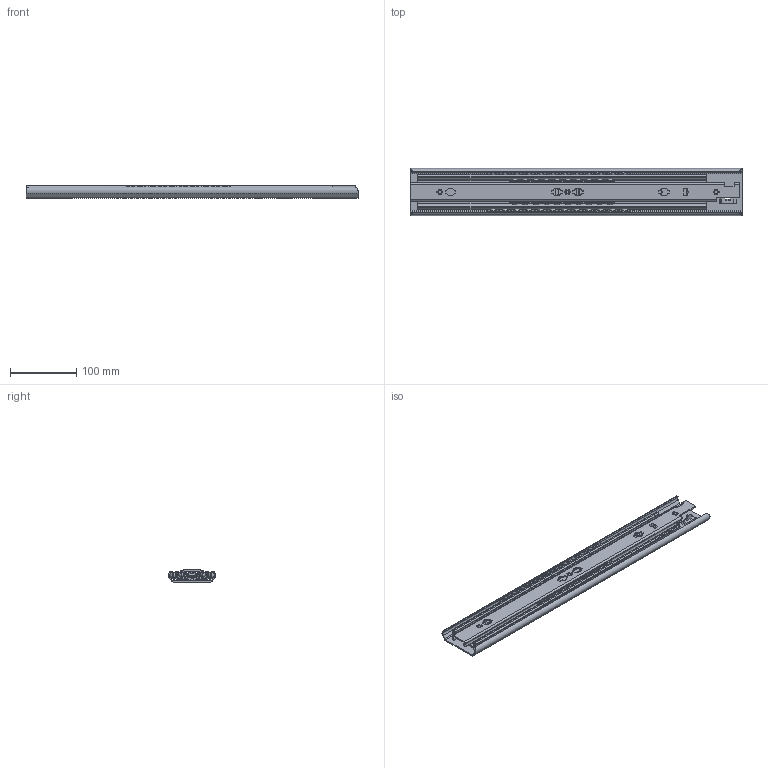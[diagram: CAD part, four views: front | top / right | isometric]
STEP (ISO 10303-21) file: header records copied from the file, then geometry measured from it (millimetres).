
FILE_DESCRIPTION(/* description */ ('TITAN-F- 500/500mm (18.5) Zinc-Magnesium'),/* implementation_level */ '2;1');
FILE_NAME(/* name */ 'M01-AB8_00_closed.stp',/* time_stamp */ '2025-09-08T14:45:58+02:00',/* author */ ('l.hoffmann'),/* organization */ (''),/* preprocessor_version */ 'ST-DEVELOPER v20',/* originating_system */ 'Autodesk Inventor 2022',/* authorisation */ '');
FILE_SCHEMA (('AUTOMOTIVE_DESIGN { 1 0 10303 214 3 1 1 }'));
Length unit declared in the file: millimetre
Products named in the file (14): M01-F72; 511-M01-F72-TM1; 511-M01-F72-TM1_1; E000177469; E000177466; E000177465; 512-M01-F72-TM2; 512-M01-F72-TM2_1; E000177478; E000177456; E000177476; E000177475; 514-M01-F72-TM3; 514-M01-F72-TM3_1
Assembly tree (34 placements, depth 3):
  M01-F72
    511-M01-F72-TM1
      511-M01-F72-TM1_1
    E000177469
      E000177456
      E000177466
      E000177465  x12
    512-M01-F72-TM2
      512-M01-F72-TM2_1
    E000177478
      E000177456
      E000177476
      E000177475  x10
    514-M01-F72-TM3
      514-M01-F72-TM3_1
Bounding box: 500 x 70.9 x 18.4 mm (x, y, z)
Volume: 234585.2 mm3; surface area: 279931.2 mm2
Topology: 49 solids, 49 shells, 1318 faces, 3946 edges, 2623 vertices
Faces by surface type: plane 641, cylinder 591, sphere 44, cone 42
Full cylindrical faces by diameter (mm): 7.9 x20, 8 x2, 9 x24, 13 x2
Entity records: 45859 total; most frequent: CARTESIAN_POINT 9572, ORIENTED_EDGE 7636, DIRECTION 7476, EDGE_CURVE 3818, VERTEX_POINT 2543, AXIS2_PLACEMENT_3D 2531, LINE 2414, VECTOR 2414
